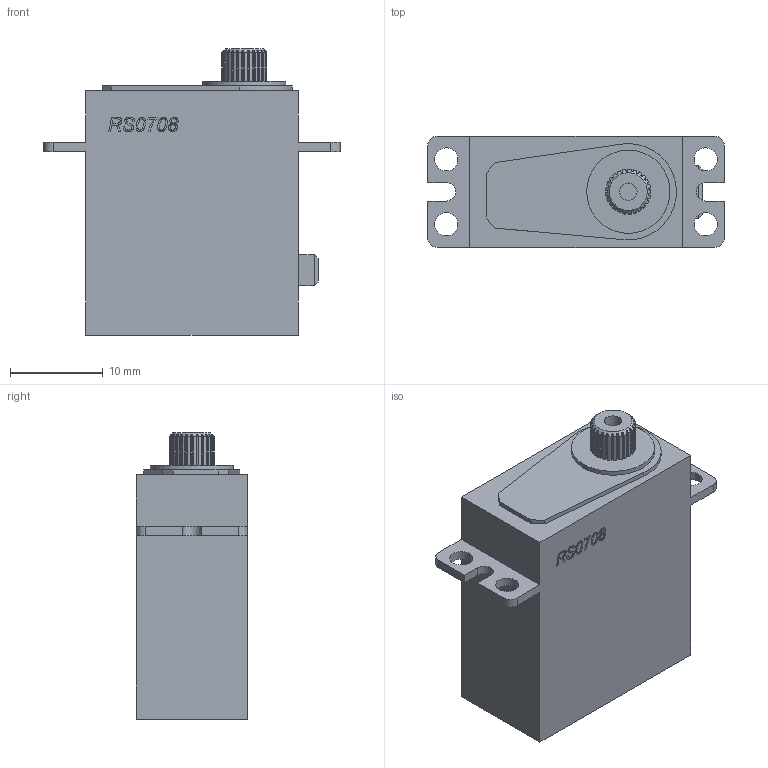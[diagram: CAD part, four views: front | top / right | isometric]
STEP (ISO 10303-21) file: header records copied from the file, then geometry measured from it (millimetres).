
FILE_DESCRIPTION(/* description */ (''),/* implementation_level */ '2;1');
FILE_NAME(/* name */ 'Servo RS0708 (270 deg).step',/* time_stamp */ '2024-08-30T23:22:30+08:00',/* author */ (''),/* organization */ (''),/* preprocessor_version */ 'ST-DEVELOPER v20',/* originating_system */ 'Autodesk Translation Framework v13.14.0.145',/* authorisation */ '');
FILE_SCHEMA (('AUTOMOTIVE_DESIGN { 1 0 10303 214 3 1 1 }'));
Length unit declared in the file: millimetre
Products named in the file (2): Servo RS0708 (270 deg); Spur Gear (25 teeth)
Assembly tree (1 placements, depth 2):
  Servo RS0708 (270 deg)
    Spur Gear (25 teeth)
Bounding box: 32 x 12.05 x 30.9 mm (x, y, z)
Volume: 7572.3 mm3; surface area: 2853.1 mm2
Topology: 3 solids, 3 shells, 419 faces, 1196 edges, 796 vertices
Faces by surface type: bspline 186, plane 119, cylinder 113, cone 1
Full cylindrical faces by diameter (mm): 1.875 x1, 2.5 x4, 9 x1
Entity records: 22821 total; most frequent: CARTESIAN_POINT 13201, ORIENTED_EDGE 2392, DIRECTION 1374, EDGE_CURVE 1196, VERTEX_POINT 796, LINE 546, VECTOR 546, EDGE_LOOP 442
